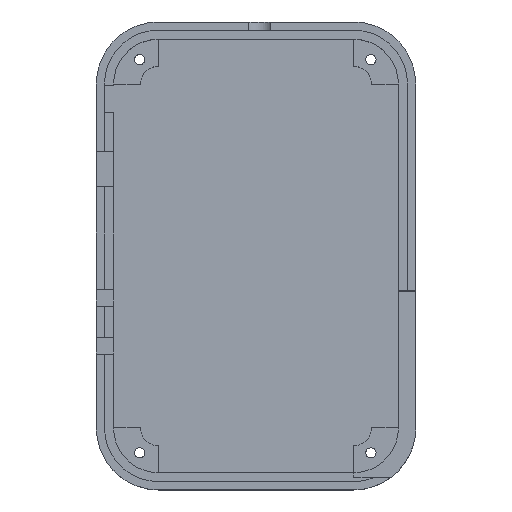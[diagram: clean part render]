
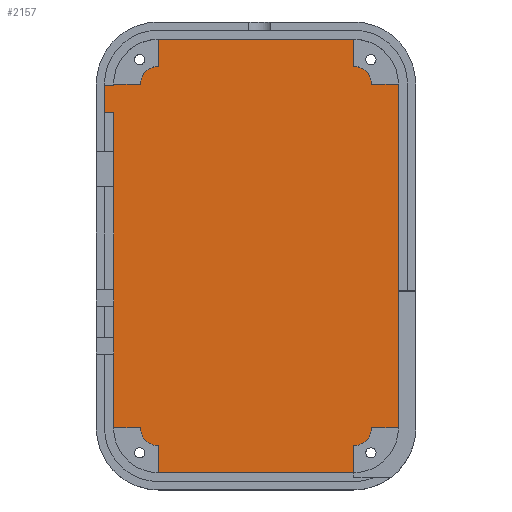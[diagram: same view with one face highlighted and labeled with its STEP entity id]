
A CAD part, top view. The second image highlights one B-rep face of the part: STEP entity #2157.
In plain terms, the highlighted planar face has unit normal (0, 0, 1).
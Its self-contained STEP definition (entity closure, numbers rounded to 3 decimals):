
#1188 = VERTEX_POINT('',#1189);
#1189 = CARTESIAN_POINT('',(-26.4,26.65,1.65));
#1239 = VERTEX_POINT('',#1240);
#1240 = CARTESIAN_POINT('',(-26.4,-31.85,1.65));
#1246 = EDGE_CURVE('',#1188,#1239,#1247,.T.);
#1247 = LINE('',#1248,#1249);
#1248 = CARTESIAN_POINT('',(-26.4,31.85,1.65));
#1249 = VECTOR('',#1250,1.);
#1250 = DIRECTION('',(0.,-1.,0.));
#1542 = VERTEX_POINT('',#1543);
#1543 = CARTESIAN_POINT('',(-26.4,31.55,1.65));
#1551 = EDGE_CURVE('',#1542,#1552,#1554,.T.);
#1552 = VERTEX_POINT('',#1553);
#1553 = CARTESIAN_POINT('',(-28.1,31.55,1.65));
#1554 = LINE('',#1555,#1556);
#1555 = CARTESIAN_POINT('',(-26.4,31.55,1.65));
#1556 = VECTOR('',#1557,1.);
#1557 = DIRECTION('',(-1.,-0.,-0.));
#1584 = VERTEX_POINT('',#1585);
#1585 = CARTESIAN_POINT('',(-28.1,26.65,1.65));
#1591 = EDGE_CURVE('',#1584,#1552,#1592,.T.);
#1592 = LINE('',#1593,#1594);
#1593 = CARTESIAN_POINT('',(-28.1,26.65,1.65));
#1594 = VECTOR('',#1595,1.);
#1595 = DIRECTION('',(0.,1.,0.));
#1610 = EDGE_CURVE('',#1188,#1584,#1611,.T.);
#1611 = LINE('',#1612,#1613);
#1612 = CARTESIAN_POINT('',(-26.4,26.65,1.65));
#1613 = VECTOR('',#1614,1.);
#1614 = DIRECTION('',(-1.,-0.,-0.));
#2157 = ADVANCED_FACE('',(#2158),#2294,.T.);
#2158 = FACE_BOUND('',#2159,.T.);
#2159 = EDGE_LOOP('',(#2160,#2170,#2176,#2177,#2178,#2179,#2180,#2188,
    #2197,#2205,#2213,#2221,#2230,#2238,#2246,#2254,#2263,#2271,#2279,
    #2287));
#2160 = ORIENTED_EDGE('',*,*,#2161,.T.);
#2161 = EDGE_CURVE('',#2162,#2164,#2166,.T.);
#2162 = VERTEX_POINT('',#2163);
#2163 = CARTESIAN_POINT('',(-21.4,31.85,1.65));
#2164 = VERTEX_POINT('',#2165);
#2165 = CARTESIAN_POINT('',(-26.4,31.85,1.65));
#2166 = LINE('',#2167,#2168);
#2167 = CARTESIAN_POINT('',(-21.4,31.85,1.65));
#2168 = VECTOR('',#2169,1.);
#2169 = DIRECTION('',(-1.,0.,0.));
#2170 = ORIENTED_EDGE('',*,*,#2171,.T.);
#2171 = EDGE_CURVE('',#2164,#1542,#2172,.T.);
#2172 = LINE('',#2173,#2174);
#2173 = CARTESIAN_POINT('',(-26.4,31.85,1.65));
#2174 = VECTOR('',#2175,1.);
#2175 = DIRECTION('',(0.,-1.,0.));
#2176 = ORIENTED_EDGE('',*,*,#1551,.T.);
#2177 = ORIENTED_EDGE('',*,*,#1591,.F.);
#2178 = ORIENTED_EDGE('',*,*,#1610,.F.);
#2179 = ORIENTED_EDGE('',*,*,#1246,.T.);
#2180 = ORIENTED_EDGE('',*,*,#2181,.F.);
#2181 = EDGE_CURVE('',#2182,#1239,#2184,.T.);
#2182 = VERTEX_POINT('',#2183);
#2183 = CARTESIAN_POINT('',(-21.4,-31.85,1.65));
#2184 = LINE('',#2185,#2186);
#2185 = CARTESIAN_POINT('',(-21.4,-31.85,1.65));
#2186 = VECTOR('',#2187,1.);
#2187 = DIRECTION('',(-1.,0.,0.));
#2188 = ORIENTED_EDGE('',*,*,#2189,.T.);
#2189 = EDGE_CURVE('',#2182,#2190,#2192,.T.);
#2190 = VERTEX_POINT('',#2191);
#2191 = CARTESIAN_POINT('',(-18.1,-35.15,1.65));
#2192 = CIRCLE('',#2193,3.3);
#2193 = AXIS2_PLACEMENT_3D('',#2194,#2195,#2196);
#2194 = CARTESIAN_POINT('',(-18.1,-31.85,1.65));
#2195 = DIRECTION('',(0.,0.,1.));
#2196 = DIRECTION('',(1.,0.,0.));
#2197 = ORIENTED_EDGE('',*,*,#2198,.T.);
#2198 = EDGE_CURVE('',#2190,#2199,#2201,.T.);
#2199 = VERTEX_POINT('',#2200);
#2200 = CARTESIAN_POINT('',(-18.1,-40.15,1.65));
#2201 = LINE('',#2202,#2203);
#2202 = CARTESIAN_POINT('',(-18.1,-35.15,1.65));
#2203 = VECTOR('',#2204,1.);
#2204 = DIRECTION('',(0.,-1.,0.));
#2205 = ORIENTED_EDGE('',*,*,#2206,.T.);
#2206 = EDGE_CURVE('',#2199,#2207,#2209,.T.);
#2207 = VERTEX_POINT('',#2208);
#2208 = CARTESIAN_POINT('',(18.1,-40.15,1.65));
#2209 = LINE('',#2210,#2211);
#2210 = CARTESIAN_POINT('',(-18.1,-40.15,1.65));
#2211 = VECTOR('',#2212,1.);
#2212 = DIRECTION('',(1.,0.,0.));
#2213 = ORIENTED_EDGE('',*,*,#2214,.F.);
#2214 = EDGE_CURVE('',#2215,#2207,#2217,.T.);
#2215 = VERTEX_POINT('',#2216);
#2216 = CARTESIAN_POINT('',(18.1,-35.15,1.65));
#2217 = LINE('',#2218,#2219);
#2218 = CARTESIAN_POINT('',(18.1,-35.15,1.65));
#2219 = VECTOR('',#2220,1.);
#2220 = DIRECTION('',(0.,-1.,0.));
#2221 = ORIENTED_EDGE('',*,*,#2222,.T.);
#2222 = EDGE_CURVE('',#2215,#2223,#2225,.T.);
#2223 = VERTEX_POINT('',#2224);
#2224 = CARTESIAN_POINT('',(21.4,-31.85,1.65));
#2225 = CIRCLE('',#2226,3.3);
#2226 = AXIS2_PLACEMENT_3D('',#2227,#2228,#2229);
#2227 = CARTESIAN_POINT('',(18.1,-31.85,1.65));
#2228 = DIRECTION('',(0.,0.,1.));
#2229 = DIRECTION('',(1.,0.,0.));
#2230 = ORIENTED_EDGE('',*,*,#2231,.T.);
#2231 = EDGE_CURVE('',#2223,#2232,#2234,.T.);
#2232 = VERTEX_POINT('',#2233);
#2233 = CARTESIAN_POINT('',(26.4,-31.85,1.65));
#2234 = LINE('',#2235,#2236);
#2235 = CARTESIAN_POINT('',(21.4,-31.85,1.65));
#2236 = VECTOR('',#2237,1.);
#2237 = DIRECTION('',(1.,0.,0.));
#2238 = ORIENTED_EDGE('',*,*,#2239,.T.);
#2239 = EDGE_CURVE('',#2232,#2240,#2242,.T.);
#2240 = VERTEX_POINT('',#2241);
#2241 = CARTESIAN_POINT('',(26.4,31.85,1.65));
#2242 = LINE('',#2243,#2244);
#2243 = CARTESIAN_POINT('',(26.4,-31.85,1.65));
#2244 = VECTOR('',#2245,1.);
#2245 = DIRECTION('',(0.,1.,0.));
#2246 = ORIENTED_EDGE('',*,*,#2247,.T.);
#2247 = EDGE_CURVE('',#2240,#2248,#2250,.T.);
#2248 = VERTEX_POINT('',#2249);
#2249 = CARTESIAN_POINT('',(21.4,31.85,1.65));
#2250 = LINE('',#2251,#2252);
#2251 = CARTESIAN_POINT('',(26.4,31.85,1.65));
#2252 = VECTOR('',#2253,1.);
#2253 = DIRECTION('',(-1.,0.,0.));
#2254 = ORIENTED_EDGE('',*,*,#2255,.T.);
#2255 = EDGE_CURVE('',#2248,#2256,#2258,.T.);
#2256 = VERTEX_POINT('',#2257);
#2257 = CARTESIAN_POINT('',(18.1,35.15,1.65));
#2258 = CIRCLE('',#2259,3.3);
#2259 = AXIS2_PLACEMENT_3D('',#2260,#2261,#2262);
#2260 = CARTESIAN_POINT('',(18.1,31.85,1.65));
#2261 = DIRECTION('',(0.,0.,1.));
#2262 = DIRECTION('',(1.,0.,0.));
#2263 = ORIENTED_EDGE('',*,*,#2264,.F.);
#2264 = EDGE_CURVE('',#2265,#2256,#2267,.T.);
#2265 = VERTEX_POINT('',#2266);
#2266 = CARTESIAN_POINT('',(18.1,40.15,1.65));
#2267 = LINE('',#2268,#2269);
#2268 = CARTESIAN_POINT('',(18.1,40.15,1.65));
#2269 = VECTOR('',#2270,1.);
#2270 = DIRECTION('',(0.,-1.,0.));
#2271 = ORIENTED_EDGE('',*,*,#2272,.T.);
#2272 = EDGE_CURVE('',#2265,#2273,#2275,.T.);
#2273 = VERTEX_POINT('',#2274);
#2274 = CARTESIAN_POINT('',(-18.1,40.15,1.65));
#2275 = LINE('',#2276,#2277);
#2276 = CARTESIAN_POINT('',(18.1,40.15,1.65));
#2277 = VECTOR('',#2278,1.);
#2278 = DIRECTION('',(-1.,0.,0.));
#2279 = ORIENTED_EDGE('',*,*,#2280,.F.);
#2280 = EDGE_CURVE('',#2281,#2273,#2283,.T.);
#2281 = VERTEX_POINT('',#2282);
#2282 = CARTESIAN_POINT('',(-18.1,35.15,1.65));
#2283 = LINE('',#2284,#2285);
#2284 = CARTESIAN_POINT('',(-18.1,35.15,1.65));
#2285 = VECTOR('',#2286,1.);
#2286 = DIRECTION('',(0.,1.,0.));
#2287 = ORIENTED_EDGE('',*,*,#2288,.T.);
#2288 = EDGE_CURVE('',#2281,#2162,#2289,.T.);
#2289 = CIRCLE('',#2290,3.3);
#2290 = AXIS2_PLACEMENT_3D('',#2291,#2292,#2293);
#2291 = CARTESIAN_POINT('',(-18.1,31.85,1.65));
#2292 = DIRECTION('',(0.,0.,1.));
#2293 = DIRECTION('',(1.,0.,0.));
#2294 = PLANE('',#2295);
#2295 = AXIS2_PLACEMENT_3D('',#2296,#2297,#2298);
#2296 = CARTESIAN_POINT('',(-0.383,0.375,1.65));
#2297 = DIRECTION('',(0.,0.,1.));
#2298 = DIRECTION('',(1.,0.,0.));
